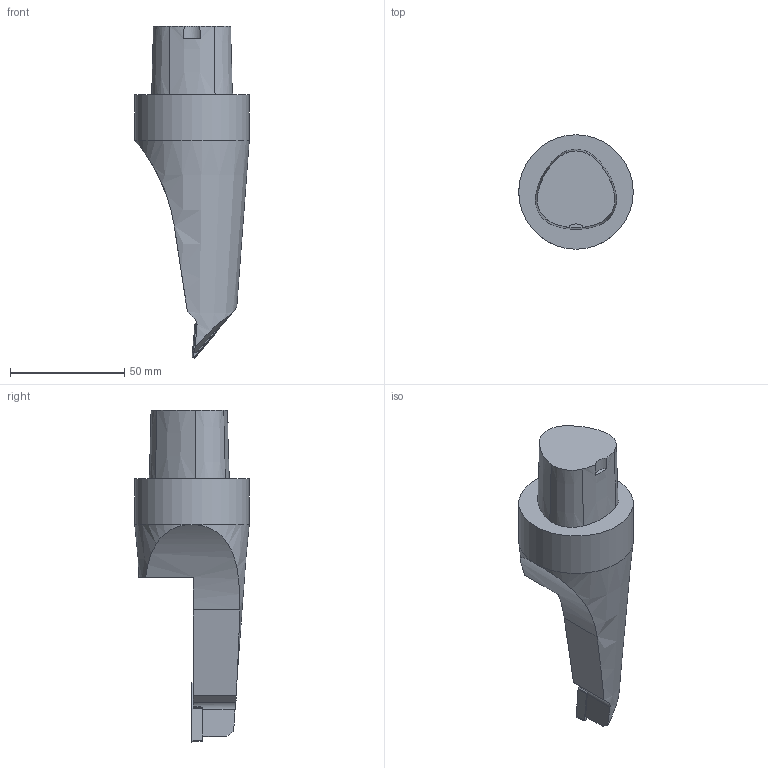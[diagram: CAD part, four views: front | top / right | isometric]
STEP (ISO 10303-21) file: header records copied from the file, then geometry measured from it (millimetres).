
FILE_DESCRIPTION(/* description */ (''),/* implementation_level */ '2;1');
FILE_NAME(/* name */ '1527079195001.stp',/* time_stamp */ '2018-05-23T14:40:02+02:00',/* author */ (''),/* organization */ ('SMS'),/* preprocessor_version */ 'ST-DEVELOPER v15',/* originating_system */ 'SIEMENS PLM Software NX 8.5',/* authorisation */ '');
FILE_SCHEMA (('AUTOMOTIVE_DESIGN { 1 0 10303 214 3 1 1 1 }'));
Length unit declared in the file: millimetre
Products named in the file (4): ASSEMBLY_CONSTRUCTION; 201641218mod000_00; IsoTurningInsert; 201669115mod000_00
Assembly tree (3 placements, depth 2):
  201669115mod000_00
    IsoTurningInsert
    201641218mod000_00
    ASSEMBLY_CONSTRUCTION
Bounding box: 50 x 50 x 145 mm (x, y, z)
Volume: 132025.9 mm3; surface area: 18602 mm2
Topology: 2 solids, 2 shells, 42 faces, 109 edges, 78 vertices
Faces by surface type: plane 20, cone 12, cylinder 8, torus 2
Full cylindrical faces by diameter (mm): 4.4 x1, 50 x1
Entity records: 1555 total; most frequent: CARTESIAN_POINT 360, DIRECTION 244, ORIENTED_EDGE 202, EDGE_CURVE 101, AXIS2_PLACEMENT_3D 100, VERTEX_POINT 69, EDGE_LOOP 50, LINE 44
